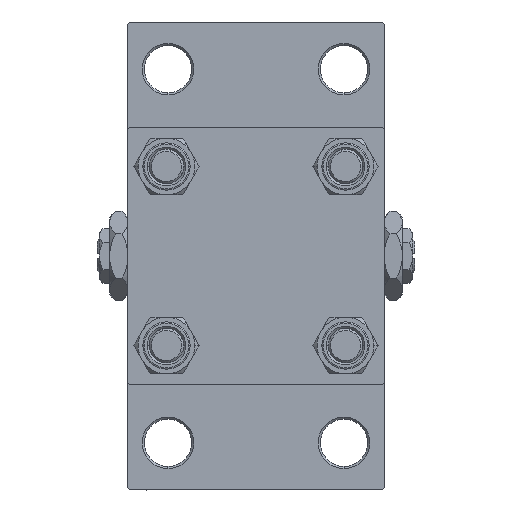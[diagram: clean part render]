
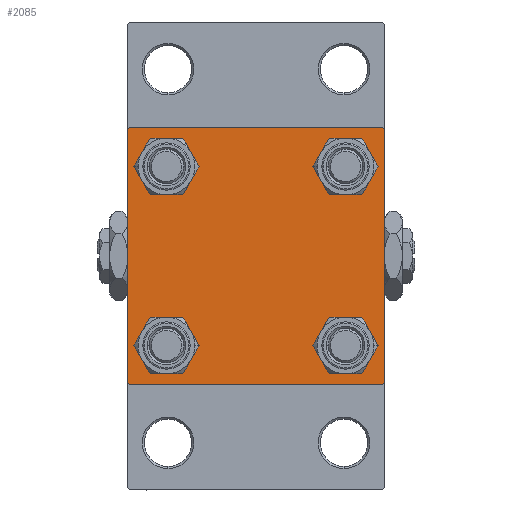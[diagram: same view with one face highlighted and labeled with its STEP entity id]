
A CAD part, left-side view. The second image highlights one B-rep face of the part: STEP entity #2085.
In plain terms, the highlighted planar face has unit normal (-1, 0, 0).
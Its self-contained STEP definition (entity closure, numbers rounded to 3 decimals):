
#640 = CARTESIAN_POINT ( 'NONE',  ( 0., 20.85, -25.35 ) ) ;
#1351 = VERTEX_POINT ( 'NONE', #17945 ) ;
#1651 = AXIS2_PLACEMENT_3D ( 'NONE', #25494, #18055, #40855 ) ;
#1680 = LINE ( 'NONE', #16772, #31610 ) ;
#1769 = CARTESIAN_POINT ( 'NONE',  ( 0., 20.85, 20.85 ) ) ;
#1952 = EDGE_CURVE ( 'NONE', #29257, #15239, #40371, .T. ) ;
#2085 = ADVANCED_FACE ( 'NONE', ( #29586, #25370, #28844, #2352, #17458 ), #40743, .T. ) ;
#2352 = FACE_BOUND ( 'NONE', #7397, .T. ) ;
#2877 = LINE ( 'NONE', #3121, #25540 ) ;
#3121 = CARTESIAN_POINT ( 'NONE',  ( 0., -29.75, -29.75 ) ) ;
#3346 = DIRECTION ( 'NONE',  ( -1., 0., 0. ) ) ;
#3391 = LINE ( 'NONE', #44002, #7945 ) ;
#3901 = ORIENTED_EDGE ( 'NONE', *, *, #11900, .T. ) ;
#4041 = DIRECTION ( 'NONE',  ( 0., 0., 1. ) ) ;
#4082 = VECTOR ( 'NONE', #38061, 1000. ) ;
#4800 = EDGE_CURVE ( 'NONE', #12867, #29257, #33141, .T. ) ;
#4910 = VERTEX_POINT ( 'NONE', #16032 ) ;
#4988 = CARTESIAN_POINT ( 'NONE',  ( 0., 20.85, 16.35 ) ) ;
#5373 = AXIS2_PLACEMENT_3D ( 'NONE', #47666, #3346, #44697 ) ;
#5682 = LINE ( 'NONE', #35885, #33159 ) ;
#5704 = DIRECTION ( 'NONE',  ( 1., 0., 0. ) ) ;
#5707 = DIRECTION ( 'NONE',  ( 0., -1., 0. ) ) ;
#5795 = EDGE_CURVE ( 'NONE', #4910, #10020, #5682, .T. ) ;
#5822 = DIRECTION ( 'NONE',  ( 0., 0., 1. ) ) ;
#5977 = VERTEX_POINT ( 'NONE', #14564 ) ;
#6358 = CARTESIAN_POINT ( 'NONE',  ( 0., 29.75, 29.75 ) ) ;
#6639 = CIRCLE ( 'NONE', #31180, 4.5 ) ;
#6886 = DIRECTION ( 'NONE',  ( 0., -0.707, -0.707 ) ) ;
#7397 = EDGE_LOOP ( 'NONE', ( #25975, #22501 ) ) ;
#7945 = VECTOR ( 'NONE', #29385, 1000. ) ;
#8398 = VERTEX_POINT ( 'NONE', #42572 ) ;
#10020 = VERTEX_POINT ( 'NONE', #41212 ) ;
#10098 = VECTOR ( 'NONE', #5707, 1000. ) ;
#10639 = EDGE_LOOP ( 'NONE', ( #16319, #36858, #40959, #22006, #21506, #47263, #15442, #25723 ) ) ;
#10955 = EDGE_CURVE ( 'NONE', #47078, #5977, #49021, .T. ) ;
#11150 = DIRECTION ( 'NONE',  ( 0., 0., 1. ) ) ;
#11900 = EDGE_CURVE ( 'NONE', #45993, #8398, #46694, .T. ) ;
#12811 = VERTEX_POINT ( 'NONE', #25528 ) ;
#12867 = VERTEX_POINT ( 'NONE', #33465 ) ;
#12873 = AXIS2_PLACEMENT_3D ( 'NONE', #1769, #16861, #24059 ) ;
#13076 = ORIENTED_EDGE ( 'NONE', *, *, #47226, .T. ) ;
#14564 = CARTESIAN_POINT ( 'NONE',  ( 0., 20.85, 25.35 ) ) ;
#14656 = EDGE_CURVE ( 'NONE', #12811, #48267, #37780, .T. ) ;
#15239 = VERTEX_POINT ( 'NONE', #36037 ) ;
#15273 = DIRECTION ( 'NONE',  ( 0., 0., 1. ) ) ;
#15442 = ORIENTED_EDGE ( 'NONE', *, *, #18715, .F. ) ;
#15593 = CARTESIAN_POINT ( 'NONE',  ( 0., 20.85, -20.85 ) ) ;
#16014 = CARTESIAN_POINT ( 'NONE',  ( 0., 29.5, -30. ) ) ;
#16032 = CARTESIAN_POINT ( 'NONE',  ( 0., -30., 29.5 ) ) ;
#16319 = ORIENTED_EDGE ( 'NONE', *, *, #46693, .T. ) ;
#16772 = CARTESIAN_POINT ( 'NONE',  ( 0., 30., 30. ) ) ;
#16861 = DIRECTION ( 'NONE',  ( 1., 0., 0. ) ) ;
#17458 = FACE_OUTER_BOUND ( 'NONE', #10639, .T. ) ;
#17945 = CARTESIAN_POINT ( 'NONE',  ( 0., -20.85, -16.35 ) ) ;
#18055 = DIRECTION ( 'NONE',  ( 1., 0., 0. ) ) ;
#18285 = AXIS2_PLACEMENT_3D ( 'NONE', #45939, #18936, #23637 ) ;
#18364 = CARTESIAN_POINT ( 'NONE',  ( 0., -30., -29.5 ) ) ;
#18715 = EDGE_CURVE ( 'NONE', #35043, #10020, #1680, .T. ) ;
#18936 = DIRECTION ( 'NONE',  ( 1., 0., 0. ) ) ;
#19717 = VERTEX_POINT ( 'NONE', #48699 ) ;
#19867 = CIRCLE ( 'NONE', #1651, 4.5 ) ;
#20101 = DIRECTION ( 'NONE',  ( 1., 0., 0. ) ) ;
#20449 = EDGE_CURVE ( 'NONE', #48267, #12811, #43404, .T. ) ;
#20796 = DIRECTION ( 'NONE',  ( 0., 0., 1. ) ) ;
#20958 = ORIENTED_EDGE ( 'NONE', *, *, #36005, .T. ) ;
#21506 = ORIENTED_EDGE ( 'NONE', *, *, #26444, .F. ) ;
#22006 = ORIENTED_EDGE ( 'NONE', *, *, #30240, .T. ) ;
#22160 = CARTESIAN_POINT ( 'NONE',  ( 0., -20.85, -25.35 ) ) ;
#22300 = DIRECTION ( 'NONE',  ( 1., 0., 0. ) ) ;
#22501 = ORIENTED_EDGE ( 'NONE', *, *, #10955, .T. ) ;
#23637 = DIRECTION ( 'NONE',  ( 0., 0., 1. ) ) ;
#24059 = DIRECTION ( 'NONE',  ( 0., 0., 1. ) ) ;
#24631 = CARTESIAN_POINT ( 'NONE',  ( 0., 20.85, 20.85 ) ) ;
#24726 = DIRECTION ( 'NONE',  ( 0., 0.707, 0.707 ) ) ;
#25370 = FACE_BOUND ( 'NONE', #47647, .T. ) ;
#25494 = CARTESIAN_POINT ( 'NONE',  ( 0., -20.85, -20.85 ) ) ;
#25528 = CARTESIAN_POINT ( 'NONE',  ( 0., -20.85, 16.35 ) ) ;
#25540 = VECTOR ( 'NONE', #28877, 1000. ) ;
#25723 = ORIENTED_EDGE ( 'NONE', *, *, #38631, .T. ) ;
#25729 = CARTESIAN_POINT ( 'NONE',  ( 0., -20.85, 20.85 ) ) ;
#25975 = ORIENTED_EDGE ( 'NONE', *, *, #29620, .T. ) ;
#26444 = EDGE_CURVE ( 'NONE', #4910, #27317, #30385, .T. ) ;
#26721 = ORIENTED_EDGE ( 'NONE', *, *, #48654, .T. ) ;
#27317 = VERTEX_POINT ( 'NONE', #18364 ) ;
#28408 = EDGE_LOOP ( 'NONE', ( #28862, #40554 ) ) ;
#28714 = CARTESIAN_POINT ( 'NONE',  ( 0., 30., -30. ) ) ;
#28844 = FACE_BOUND ( 'NONE', #33305, .T. ) ;
#28862 = ORIENTED_EDGE ( 'NONE', *, *, #20449, .T. ) ;
#28877 = DIRECTION ( 'NONE',  ( 0., -0.707, 0.707 ) ) ;
#29257 = VERTEX_POINT ( 'NONE', #16014 ) ;
#29385 = DIRECTION ( 'NONE',  ( 0., 0., -1. ) ) ;
#29586 = FACE_BOUND ( 'NONE', #28408, .T. ) ;
#29620 = EDGE_CURVE ( 'NONE', #5977, #47078, #34226, .T. ) ;
#30084 = AXIS2_PLACEMENT_3D ( 'NONE', #34346, #45482, #15273 ) ;
#30240 = EDGE_CURVE ( 'NONE', #15239, #27317, #2877, .T. ) ;
#30385 = LINE ( 'NONE', #45487, #4082 ) ;
#31180 = AXIS2_PLACEMENT_3D ( 'NONE', #15593, #22300, #11150 ) ;
#31610 = VECTOR ( 'NONE', #32620, 1000. ) ;
#32138 = CARTESIAN_POINT ( 'NONE',  ( 0., -20.85, 25.35 ) ) ;
#32620 = DIRECTION ( 'NONE',  ( 0., -1., 0. ) ) ;
#32971 = CARTESIAN_POINT ( 'NONE',  ( 0., 29.5, 30. ) ) ;
#33141 = LINE ( 'NONE', #44531, #44173 ) ;
#33159 = VECTOR ( 'NONE', #24726, 1000. ) ;
#33305 = EDGE_LOOP ( 'NONE', ( #20958, #3901 ) ) ;
#33465 = CARTESIAN_POINT ( 'NONE',  ( 0., 30., -29.5 ) ) ;
#34226 = CIRCLE ( 'NONE', #12873, 4.5 ) ;
#34346 = CARTESIAN_POINT ( 'NONE',  ( 0., 20.85, -20.85 ) ) ;
#35043 = VERTEX_POINT ( 'NONE', #32971 ) ;
#35885 = CARTESIAN_POINT ( 'NONE',  ( 0., -29.75, 29.75 ) ) ;
#36005 = EDGE_CURVE ( 'NONE', #8398, #45993, #6639, .T. ) ;
#36037 = CARTESIAN_POINT ( 'NONE',  ( 0., -29.5, -30. ) ) ;
#36562 = DIRECTION ( 'NONE',  ( 0., 0.707, -0.707 ) ) ;
#36858 = ORIENTED_EDGE ( 'NONE', *, *, #4800, .T. ) ;
#37780 = CIRCLE ( 'NONE', #43337, 4.5 ) ;
#37963 = AXIS2_PLACEMENT_3D ( 'NONE', #24631, #39749, #5822 ) ;
#38061 = DIRECTION ( 'NONE',  ( 0., 0., -1. ) ) ;
#38631 = EDGE_CURVE ( 'NONE', #35043, #19717, #47449, .T. ) ;
#39656 = CIRCLE ( 'NONE', #18285, 4.5 ) ;
#39749 = DIRECTION ( 'NONE',  ( 1., 0., 0. ) ) ;
#39964 = VECTOR ( 'NONE', #36562, 1000. ) ;
#40371 = LINE ( 'NONE', #28714, #10098 ) ;
#40554 = ORIENTED_EDGE ( 'NONE', *, *, #14656, .T. ) ;
#40743 = PLANE ( 'NONE',  #5373 ) ;
#40855 = DIRECTION ( 'NONE',  ( 0., 0., 1. ) ) ;
#40959 = ORIENTED_EDGE ( 'NONE', *, *, #1952, .T. ) ;
#41212 = CARTESIAN_POINT ( 'NONE',  ( 0., -29.5, 30. ) ) ;
#41771 = VERTEX_POINT ( 'NONE', #22160 ) ;
#41917 = CARTESIAN_POINT ( 'NONE',  ( 0., -20.85, 20.85 ) ) ;
#42572 = CARTESIAN_POINT ( 'NONE',  ( 0., 20.85, -16.35 ) ) ;
#43337 = AXIS2_PLACEMENT_3D ( 'NONE', #25729, #5704, #20796 ) ;
#43404 = CIRCLE ( 'NONE', #48248, 4.5 ) ;
#44002 = CARTESIAN_POINT ( 'NONE',  ( 0., 30., 30. ) ) ;
#44173 = VECTOR ( 'NONE', #6886, 1000. ) ;
#44531 = CARTESIAN_POINT ( 'NONE',  ( 0., 29.75, -29.75 ) ) ;
#44697 = DIRECTION ( 'NONE',  ( 0., 0., 1. ) ) ;
#45482 = DIRECTION ( 'NONE',  ( 1., 0., 0. ) ) ;
#45487 = CARTESIAN_POINT ( 'NONE',  ( 0., -30., 30. ) ) ;
#45939 = CARTESIAN_POINT ( 'NONE',  ( 0., -20.85, -20.85 ) ) ;
#45993 = VERTEX_POINT ( 'NONE', #640 ) ;
#46693 = EDGE_CURVE ( 'NONE', #19717, #12867, #3391, .T. ) ;
#46694 = CIRCLE ( 'NONE', #30084, 4.5 ) ;
#47078 = VERTEX_POINT ( 'NONE', #4988 ) ;
#47226 = EDGE_CURVE ( 'NONE', #1351, #41771, #19867, .T. ) ;
#47263 = ORIENTED_EDGE ( 'NONE', *, *, #5795, .T. ) ;
#47449 = LINE ( 'NONE', #6358, #39964 ) ;
#47647 = EDGE_LOOP ( 'NONE', ( #13076, #26721 ) ) ;
#47666 = CARTESIAN_POINT ( 'NONE',  ( 0., 0., 0. ) ) ;
#48248 = AXIS2_PLACEMENT_3D ( 'NONE', #41917, #20101, #4041 ) ;
#48267 = VERTEX_POINT ( 'NONE', #32138 ) ;
#48654 = EDGE_CURVE ( 'NONE', #41771, #1351, #39656, .T. ) ;
#48699 = CARTESIAN_POINT ( 'NONE',  ( 0., 30., 29.5 ) ) ;
#49021 = CIRCLE ( 'NONE', #37963, 4.5 ) ;
